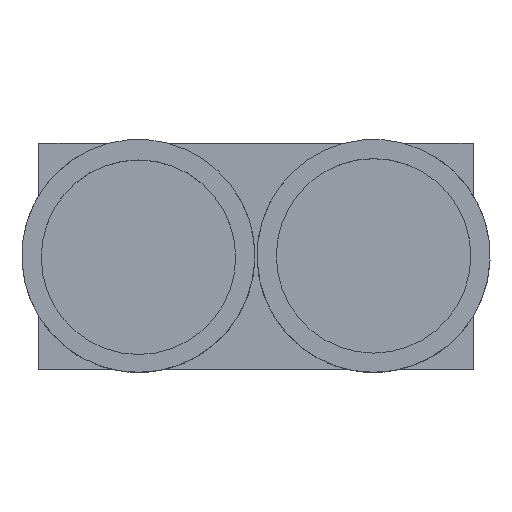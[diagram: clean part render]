
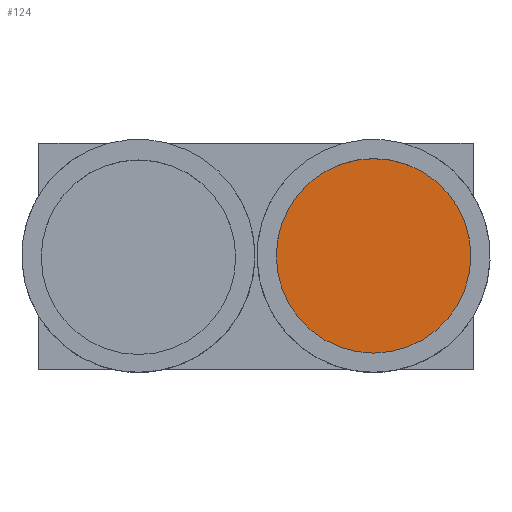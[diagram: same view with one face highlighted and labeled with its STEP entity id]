
A CAD part, top view. The second image highlights one B-rep face of the part: STEP entity #124.
In plain terms, the highlighted planar face has unit normal (0, 0, 1).
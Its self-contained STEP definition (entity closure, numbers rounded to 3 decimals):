
#93=CIRCLE('',#501,2.15);
#124=ADVANCED_FACE('',(#168),#149,.F.);
#149=PLANE('',#503);
#168=FACE_OUTER_BOUND('',#212,.T.);
#212=EDGE_LOOP('',(#312));
#312=ORIENTED_EDGE('',*,*,#398,.T.);
#348=VERTEX_POINT('',#759);
#398=EDGE_CURVE('',#348,#348,#93,.T.);
#501=AXIS2_PLACEMENT_3D('',#758,#637,#638);
#503=AXIS2_PLACEMENT_3D('',#761,#641,#642);
#637=DIRECTION('',(0.,0.,1.));
#638=DIRECTION('',(1.,0.,0.));
#641=DIRECTION('',(0.,0.,-1.));
#642=DIRECTION('',(-1.,0.,0.));
#758=CARTESIAN_POINT('',(729.019,216.439,3.1));
#759=CARTESIAN_POINT('',(731.169,216.439,3.1));
#761=CARTESIAN_POINT('',(729.019,216.439,3.1));
